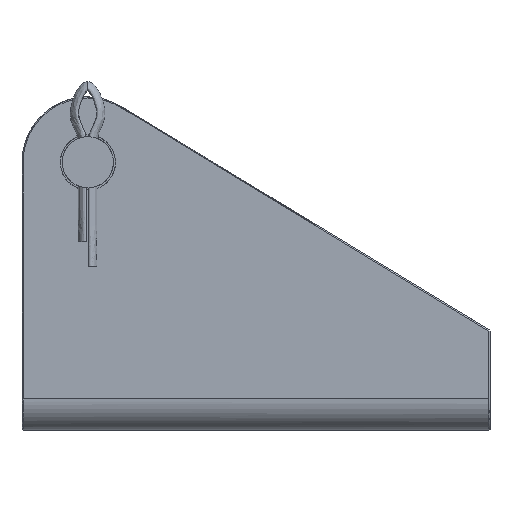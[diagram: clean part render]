
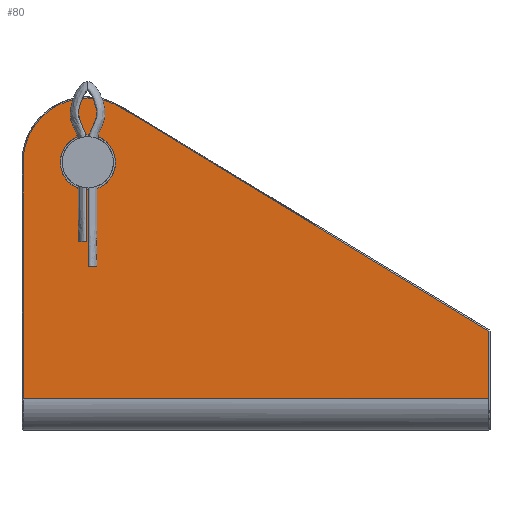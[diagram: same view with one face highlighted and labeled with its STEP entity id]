
A CAD part, front view. The second image highlights one B-rep face of the part: STEP entity #80.
In plain terms, the highlighted planar face has unit normal (0, -1, 0).
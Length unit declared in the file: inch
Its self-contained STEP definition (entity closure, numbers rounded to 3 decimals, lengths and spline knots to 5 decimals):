
#13=FACE_BOUND($,#253,.T.);
#80=ADVANCED_FACE($,(#165,#13),#1126,.T.);
#165=FACE_OUTER_BOUND($,#252,.T.);
#252=EDGE_LOOP($,(#492,#493,#494));
#253=EDGE_LOOP($,(#495,#496,#497));
#492=ORIENTED_EDGE($,*,*,#847,.T.);
#493=ORIENTED_EDGE($,*,*,#849,.T.);
#494=ORIENTED_EDGE($,*,*,#848,.T.);
#495=ORIENTED_EDGE($,*,*,#904,.F.);
#496=ORIENTED_EDGE($,*,*,#916,.F.);
#497=ORIENTED_EDGE($,*,*,#905,.F.);
#847=EDGE_CURVE($,#1019,#1021,#1291,.T.);
#848=EDGE_CURVE($,#1020,#1019,#1292,.T.);
#849=EDGE_CURVE($,#1021,#1020,#1293,.T.);
#904=EDGE_CURVE($,#1045,#1022,#1323,.T.);
#905=EDGE_CURVE($,#1022,#1050,#1324,.T.);
#916=EDGE_CURVE($,#1050,#1045,#1334,.T.);
#1019=VERTEX_POINT($,#3985);
#1020=VERTEX_POINT($,#3986);
#1021=VERTEX_POINT($,#3987);
#1022=VERTEX_POINT($,#3988);
#1045=VERTEX_POINT($,#4011);
#1050=VERTEX_POINT($,#4016);
#1126=PLANE($,#1441);
#1291=(
BOUNDED_CURVE()
B_SPLINE_CURVE(2,(#2883,#2884,#2885,#2886,#2887,#2888,#2889,#2890),.UNSPECIFIED.,
.F.,.F.)
B_SPLINE_CURVE_WITH_KNOTS((3,1,2,2,3),(0.,2.02412,2.34484,
2.66556,3.77528),.UNSPECIFIED.)
CURVE()
GEOMETRIC_REPRESENTATION_ITEM()
RATIONAL_B_SPLINE_CURVE((1.,1.,0.863,1.,0.863,1.,
1.,1.))
REPRESENTATION_ITEM($)
);
#1292=(
BOUNDED_CURVE()
B_SPLINE_CURVE(2,(#2891,#2892,#2893),.UNSPECIFIED.,.F.,.F.)
B_SPLINE_CURVE_WITH_KNOTS((3,3),(5.96528,6.28247),.UNSPECIFIED.)
CURVE()
GEOMETRIC_REPRESENTATION_ITEM()
RATIONAL_B_SPLINE_CURVE((1.,1.,1.))
REPRESENTATION_ITEM($)
);
#1293=(
BOUNDED_CURVE()
B_SPLINE_CURVE(2,(#2894,#2895,#2896),.UNSPECIFIED.,.F.,.F.)
B_SPLINE_CURVE_WITH_KNOTS((3,3),(3.77528,5.96528),.UNSPECIFIED.)
CURVE()
GEOMETRIC_REPRESENTATION_ITEM()
RATIONAL_B_SPLINE_CURVE((1.,1.,1.))
REPRESENTATION_ITEM($)
);
#1323=(
BOUNDED_CURVE()
B_SPLINE_CURVE(2,(#3048,#3049,#3050),.UNSPECIFIED.,.F.,.F.)
B_SPLINE_CURVE_WITH_KNOTS((3,3),(0.80003,0.81773),.UNSPECIFIED.)
CURVE()
GEOMETRIC_REPRESENTATION_ITEM()
RATIONAL_B_SPLINE_CURVE((1.,0.998,1.))
REPRESENTATION_ITEM($)
);
#1324=(
BOUNDED_CURVE()
B_SPLINE_CURVE(2,(#3051,#3052,#3053,#3054,#3055),.UNSPECIFIED.,.F.,.F.)
B_SPLINE_CURVE_WITH_KNOTS((3,2,3),(0.81773,1.00412,1.20821),
.UNSPECIFIED.)
CURVE()
GEOMETRIC_REPRESENTATION_ITEM()
RATIONAL_B_SPLINE_CURVE((1.,0.75,1.,0.707,1.))
REPRESENTATION_ITEM($)
);
#1334=(
BOUNDED_CURVE()
B_SPLINE_CURVE(2,(#3092,#3093,#3094,#3095,#3096),.UNSPECIFIED.,.F.,.F.)
B_SPLINE_CURVE_WITH_KNOTS((3,2,3),(1.20821,1.41231,1.6164),
.UNSPECIFIED.)
CURVE()
GEOMETRIC_REPRESENTATION_ITEM()
RATIONAL_B_SPLINE_CURVE((1.,0.707,1.,0.707,1.))
REPRESENTATION_ITEM($)
);
#1441=AXIS2_PLACEMENT_3D($,#3436,#1457,$);
#1457=DIRECTION($,(0.,-1.,0.));
#2883=CARTESIAN_POINT($,(1.096,-0.4602,0.4853));
#2884=CARTESIAN_POINT($,(0.23119,-0.4602,1.01101));
#2885=CARTESIAN_POINT($,(-0.78505,-0.4602,1.62879));
#2886=CARTESIAN_POINT($,(-0.93953,-0.4602,1.54192));
#2887=CARTESIAN_POINT($,(-1.094,-0.4602,1.45504));
#2888=CARTESIAN_POINT($,(-1.094,-0.4602,1.27782));
#2889=CARTESIAN_POINT($,(-1.094,-0.4602,0.72296));
#2890=CARTESIAN_POINT($,(-1.094,-0.4602,0.16811));
#2891=CARTESIAN_POINT($,(1.096,-0.4602,0.16811));
#2892=CARTESIAN_POINT($,(1.096,-0.4602,0.3267));
#2893=CARTESIAN_POINT($,(1.096,-0.4602,0.4853));
#2894=CARTESIAN_POINT($,(-1.094,-0.4602,0.16811));
#2895=CARTESIAN_POINT($,(0.001,-0.4602,0.16811));
#2896=CARTESIAN_POINT($,(1.096,-0.4602,0.16811));
#3048=CARTESIAN_POINT($,(-0.71771,-0.4602,1.38673));
#3049=CARTESIAN_POINT($,(-0.72455,-0.4602,1.39122));
#3050=CARTESIAN_POINT($,(-0.73189,-0.4602,1.39481));
#3051=CARTESIAN_POINT($,(-0.73189,-0.4602,1.39481));
#3052=CARTESIAN_POINT($,(-0.83478,-0.4602,1.44516));
#3053=CARTESIAN_POINT($,(-0.89763,-0.4602,1.34939));
#3054=CARTESIAN_POINT($,(-0.96891,-0.4602,1.24077));
#3055=CARTESIAN_POINT($,(-0.86028,-0.4602,1.16948));
#3092=CARTESIAN_POINT($,(-0.86028,-0.4602,1.16948));
#3093=CARTESIAN_POINT($,(-0.75166,-0.4602,1.0982));
#3094=CARTESIAN_POINT($,(-0.68037,-0.4602,1.20682));
#3095=CARTESIAN_POINT($,(-0.60909,-0.4602,1.31545));
#3096=CARTESIAN_POINT($,(-0.71771,-0.4602,1.38673));
#3436=CARTESIAN_POINT($,(-1.094,-0.4602,0.16811));
#3985=CARTESIAN_POINT($,(1.096,-0.4602,0.4853));
#3986=CARTESIAN_POINT($,(1.096,-0.4602,0.16811));
#3987=CARTESIAN_POINT($,(-1.094,-0.4602,0.16811));
#3988=CARTESIAN_POINT($,(-0.73189,-0.4602,1.39481));
#4011=CARTESIAN_POINT($,(-0.71771,-0.4602,1.38673));
#4016=CARTESIAN_POINT($,(-0.86028,-0.4602,1.16948));
